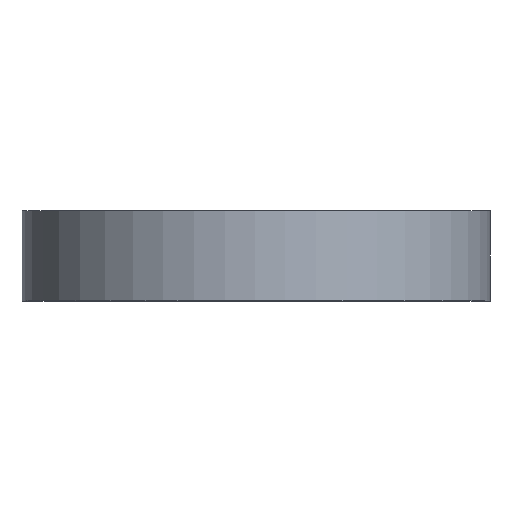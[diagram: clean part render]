
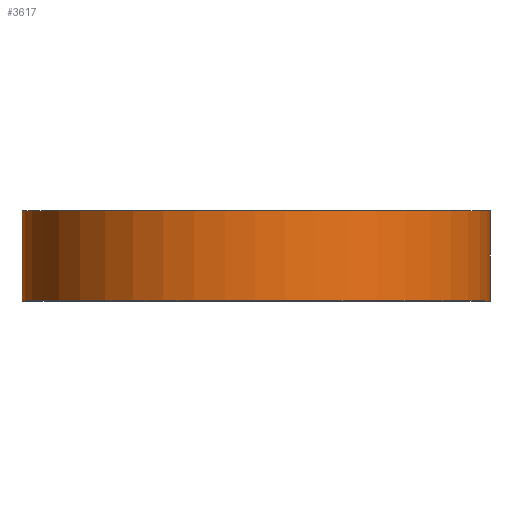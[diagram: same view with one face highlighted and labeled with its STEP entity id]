
A CAD part, top view. The second image highlights one B-rep face of the part: STEP entity #3617.
In plain terms, the highlighted free-form (B-spline) face has degree [2, 1] with [9, 2] control points.
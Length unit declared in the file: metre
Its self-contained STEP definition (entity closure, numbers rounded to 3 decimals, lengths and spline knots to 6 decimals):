
#4 = CARTESIAN_POINT('NONE', (0.020638, -0.003975, -0));
#5 = VERTEX_POINT('NONE', #4);
#6 = CARTESIAN_POINT('NONE', (0.020638, 0.003975, -0));
#7 = VERTEX_POINT('NONE', #6);
#180 = CARTESIAN_POINT('NONE', (0.020638, -0.003975, -0));
#181 = CARTESIAN_POINT('NONE', (0.020638, -0.003975, -0.020637));
#182 = CARTESIAN_POINT('NONE', (0., -0.003975, -0.020638));
#183 = CARTESIAN_POINT('NONE', (-0.020637, -0.003975, -0.020638));
#184 = CARTESIAN_POINT('NONE', (-0.020638, -0.003975, 0.));
#185 = CARTESIAN_POINT('NONE', (-0.020638, -0.003975, 0.020637));
#186 = CARTESIAN_POINT('NONE', (0., -0.003975, 0.020638));
#187 = CARTESIAN_POINT('NONE', (0.020637, -0.003975, 0.020638));
#188 = CARTESIAN_POINT('NONE', (0.020638, -0.003975, -0));
#189 = (
  BOUNDED_CURVE()
  B_SPLINE_CURVE(2, (#180, #181, #182, #183, #184, #185, #186, #187, #188), .UNSPECIFIED., .F., .F.)
  B_SPLINE_CURVE_WITH_KNOTS((3, 2, 2, 2, 3), (0, 0.25, 0.5, 0.75, 1), .UNSPECIFIED.)
  CURVE()
  GEOMETRIC_REPRESENTATION_ITEM()
  RATIONAL_B_SPLINE_CURVE((1, 0.707, 1, 0.707, 1, 0.707, 1, 0.707, 1))
  REPRESENTATION_ITEM('NONE')
);
#190 = DIRECTION('NONE', (0, 1, 0));
#191 = VECTOR('NONE', #190, 1);
#192 = CARTESIAN_POINT('NONE', (0.020638, -0.003975, -0));
#193 = LINE('NONE', #192, #191);
#194 = CARTESIAN_POINT('NONE', (0.020638, 0.003975, -0));
#195 = CARTESIAN_POINT('NONE', (0.020638, 0.003975, -0.020637));
#196 = CARTESIAN_POINT('NONE', (0., 0.003975, -0.020638));
#197 = CARTESIAN_POINT('NONE', (-0.020637, 0.003975, -0.020638));
#198 = CARTESIAN_POINT('NONE', (-0.020638, 0.003975, 0.));
#199 = CARTESIAN_POINT('NONE', (-0.020638, 0.003975, 0.020637));
#200 = CARTESIAN_POINT('NONE', (0., 0.003975, 0.020638));
#201 = CARTESIAN_POINT('NONE', (0.020637, 0.003975, 0.020638));
#202 = CARTESIAN_POINT('NONE', (0.020638, 0.003975, -0));
#203 = (
  BOUNDED_CURVE()
  B_SPLINE_CURVE(2, (#194, #195, #196, #197, #198, #199, #200, #201, #202), .UNSPECIFIED., .F., .F.)
  B_SPLINE_CURVE_WITH_KNOTS((3, 2, 2, 2, 3), (0, 0.25, 0.5, 0.75, 1), .UNSPECIFIED.)
  CURVE()
  GEOMETRIC_REPRESENTATION_ITEM()
  RATIONAL_B_SPLINE_CURVE((1, 0.707, 1, 0.707, 1, 0.707, 1, 0.707, 1))
  REPRESENTATION_ITEM('NONE')
);
#1376 = EDGE_CURVE('NONE', #5, #5, #189, .T.);
#1377 = EDGE_CURVE('NONE', #5, #7, #193, .T.);
#1378 = EDGE_CURVE('NONE', #7, #7, #203, .T.);
#1538 = ORIENTED_EDGE('NONE', *, *, #1376, .T.);
#1539 = ORIENTED_EDGE('NONE', *, *, #1377, .T.);
#1540 = ORIENTED_EDGE('NONE', *, *, #1378, .F.);
#1541 = ORIENTED_EDGE('NONE', *, *, #1377, .F.);
#1542 = EDGE_LOOP('NONE', (#1538, #1539, #1540, #1541));
#1964 = CARTESIAN_POINT('NONE', (0.020638, -0.003975, -0));
#1965 = CARTESIAN_POINT('NONE', (0.020638, 0.003975, -0));
#1966 = CARTESIAN_POINT('NONE', (0.020638, -0.003975, -0.020637));
#1967 = CARTESIAN_POINT('NONE', (0.020638, 0.003975, -0.020637));
#1968 = CARTESIAN_POINT('NONE', (0., -0.003975, -0.020638));
#1969 = CARTESIAN_POINT('NONE', (0., 0.003975, -0.020638));
#1970 = CARTESIAN_POINT('NONE', (-0.020637, -0.003975, -0.020638));
#1971 = CARTESIAN_POINT('NONE', (-0.020637, 0.003975, -0.020638));
#1972 = CARTESIAN_POINT('NONE', (-0.020638, -0.003975, 0.));
#1973 = CARTESIAN_POINT('NONE', (-0.020638, 0.003975, 0.));
#1974 = CARTESIAN_POINT('NONE', (-0.020638, -0.003975, 0.020637));
#1975 = CARTESIAN_POINT('NONE', (-0.020638, 0.003975, 0.020637));
#1976 = CARTESIAN_POINT('NONE', (0., -0.003975, 0.020638));
#1977 = CARTESIAN_POINT('NONE', (0., 0.003975, 0.020638));
#1978 = CARTESIAN_POINT('NONE', (0.020637, -0.003975, 0.020638));
#1979 = CARTESIAN_POINT('NONE', (0.020637, 0.003975, 0.020638));
#1980 = CARTESIAN_POINT('NONE', (0.020638, -0.003975, -0));
#1981 = CARTESIAN_POINT('NONE', (0.020638, 0.003975, -0));
#1982 = (
  BOUNDED_SURFACE()
  B_SPLINE_SURFACE(2, 1, ((#1964, #1965), (#1966, #1967), (#1968, #1969), (#1970, #1971), (#1972, #1973), (#1974, #1975), (#1976, #1977), (#1978, #1979), (#1980, #1981)), .UNSPECIFIED., .F., .F., .F.)
  B_SPLINE_SURFACE_WITH_KNOTS((3, 2, 2, 2, 3), (2, 2), (0, 0.25, 0.5, 0.75, 1), (0, 7.9502), .UNSPECIFIED.)
  GEOMETRIC_REPRESENTATION_ITEM()
  RATIONAL_B_SPLINE_SURFACE(((1, 1), (0.707, 0.707), (1, 1), (0.707, 0.707), (1, 1), (0.707, 0.707), (1, 1), (0.707, 0.707), (1, 1)))
  REPRESENTATION_ITEM('NONE')
  SURFACE()
);
#3616 = FACE_OUTER_BOUND('NONE', #1542, .T.);
#3617 = ADVANCED_FACE('NONE', (#3616), #1982, .T.);
